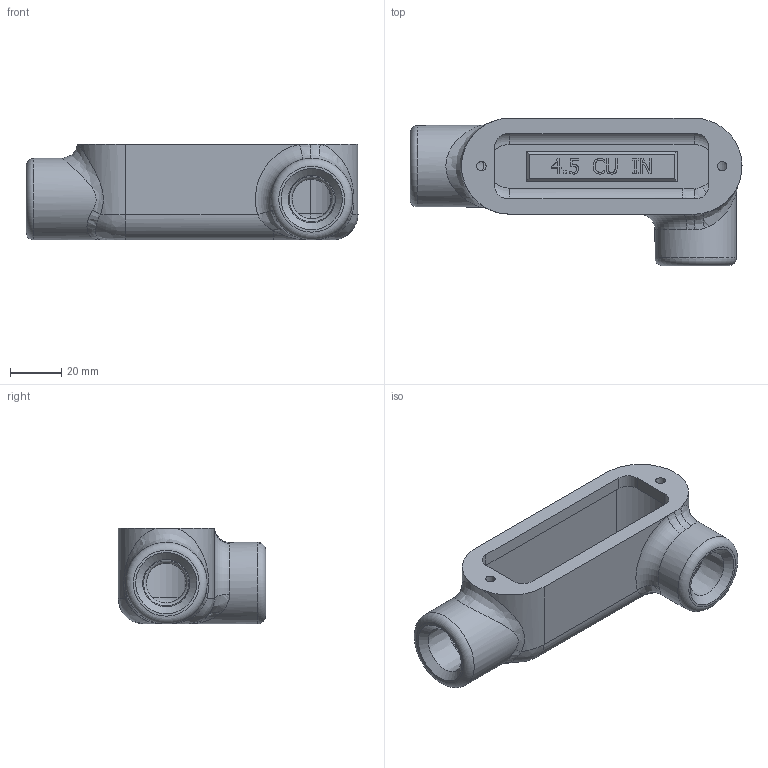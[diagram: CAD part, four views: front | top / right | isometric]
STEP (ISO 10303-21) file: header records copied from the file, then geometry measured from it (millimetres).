
FILE_DESCRIPTION(/* description */ ('FORM8 LL18 AS MACHINED'),/* implementation_level */ '2;1');
FILE_NAME(/* name */ 'KIL_LL18.stp',/* time_stamp */ '2019-10-31T14:31:53+05:00',/* author */ ('mashraf'),/* organization */ (''),/* preprocessor_version */ 'ST-DEVELOPER v16.13',/* originating_system */ 'Autodesk Inventor 2018',/* authorisation */ '');
FILE_SCHEMA (('AUTOMOTIVE_DESIGN { 1 0 10303 214 3 1 1 }'));
Length unit declared in the file: inch
Products named in the file (1): 21724
Bounding box: 129.28 x 57.4 x 37.34 mm (x, y, z)
Volume: 77494 mm3; surface area: 30938.5 mm2
Topology: 1 solids, 1 shells, 492 faces, 1303 edges, 855 vertices
Faces by surface type: plane 296, bspline 143, cylinder 35, torus 11, cone 7
Full cylindrical faces by diameter (mm): 3.683 x2, 4.761 x1, 5.842 x1, 21.438 x2, 31.75 x2
Entity records: 17073 total; most frequent: CARTESIAN_POINT 5344, ORIENTED_EDGE 2540, DIRECTION 1806, EDGE_CURVE 1270, LINE 878, VECTOR 878, VERTEX_POINT 846, EDGE_LOOP 566
